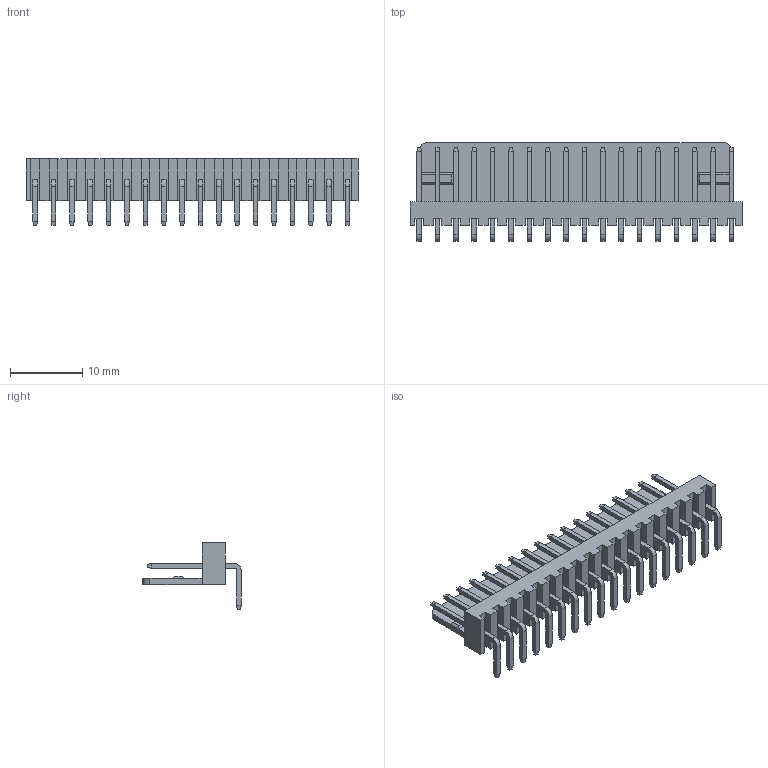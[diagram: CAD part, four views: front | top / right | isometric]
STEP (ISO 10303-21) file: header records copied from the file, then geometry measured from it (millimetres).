
FILE_DESCRIPTION (( 'STEP AP203' ), '1' );
FILE_NAME ('11634, SWR25X-NRTC-S18-RB-BA.STEP', '2015-05-20T01:50:25', ( '' ), ( '' ), 'SwSTEP 2.0', 'SolidWorks 2012', '' );
FILE_SCHEMA (( 'CONFIG_CONTROL_DESIGN' ));
Length unit declared in the file: millimetre
Products named in the file (1): 11634, SWR25X-NRTC-S18-RB-BA
Bounding box: 45.9 x 13.62 x 9.2 mm (x, y, z)
Volume: 1162.3 mm3; surface area: 2499 mm2
Topology: 3 solids, 3 shells, 562 faces, 1352 edges, 828 vertices
Faces by surface type: plane 524, cylinder 38
Entity records: 15853 total; most frequent: CARTESIAN_POINT 2743, ORIENTED_EDGE 2704, DIRECTION 2554, EDGE_CURVE 1352, LINE 1276, VECTOR 1276, VERTEX_POINT 828, AXIS2_PLACEMENT_3D 639
